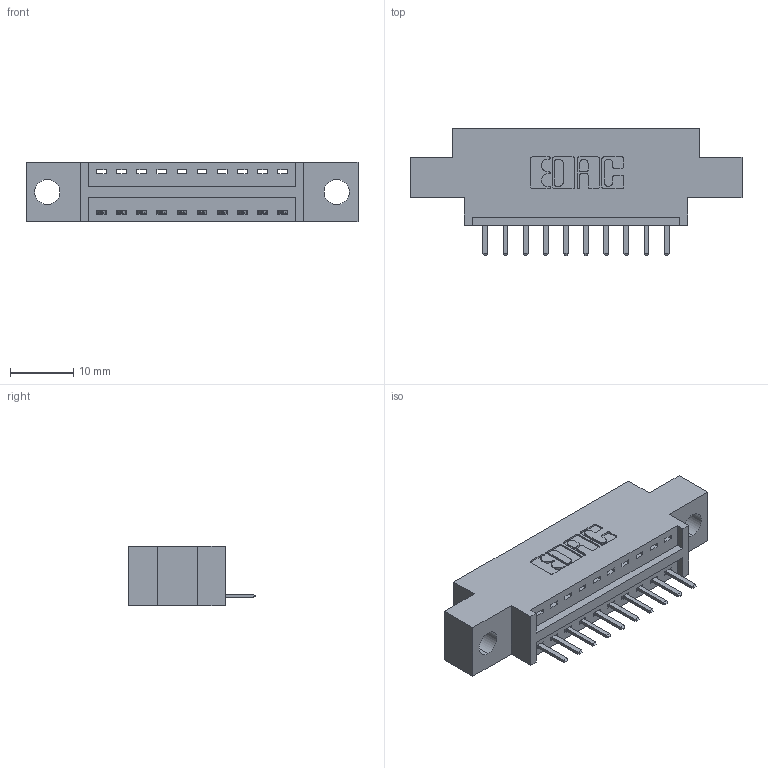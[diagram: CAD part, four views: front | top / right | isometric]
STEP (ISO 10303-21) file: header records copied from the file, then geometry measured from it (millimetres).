
FILE_DESCRIPTION (( 'STEP AP203' ), '1' );
FILE_NAME ('346-010-520-604.STEP', '2022-05-04T23:22:20', ( '' ), ( '' ), 'SwSTEP 2.0', 'SolidWorks 2020', '' );
FILE_SCHEMA (( 'CONFIG_CONTROL_DESIGN' ));
Length unit declared in the file: inch
Products named in the file (3): 345-292-001_345-293-120; 346 Part_0.170 Offset - 0.156 Dia-TH; 346-010-520-604
Assembly tree (11 placements, depth 2):
  346-010-520-604
    346 Part_0.170 Offset - 0.156 Dia-TH
    345-292-001_345-293-120  x10
Bounding box: 52.32 x 20.02 x 9.4 mm (x, y, z)
Volume: 4498.8 mm3; surface area: 5179.1 mm2
Topology: 11 solids, 11 shells, 760 faces, 2217 edges, 1450 vertices
Faces by surface type: plane 514, cylinder 246
Entity records: 11179 total; most frequent: CARTESIAN_POINT 1948, ORIENTED_EDGE 1878, DIRECTION 1743, EDGE_CURVE 939, LINE 763, VECTOR 763, VERTEX_POINT 622, AXIS2_PLACEMENT_3D 490
